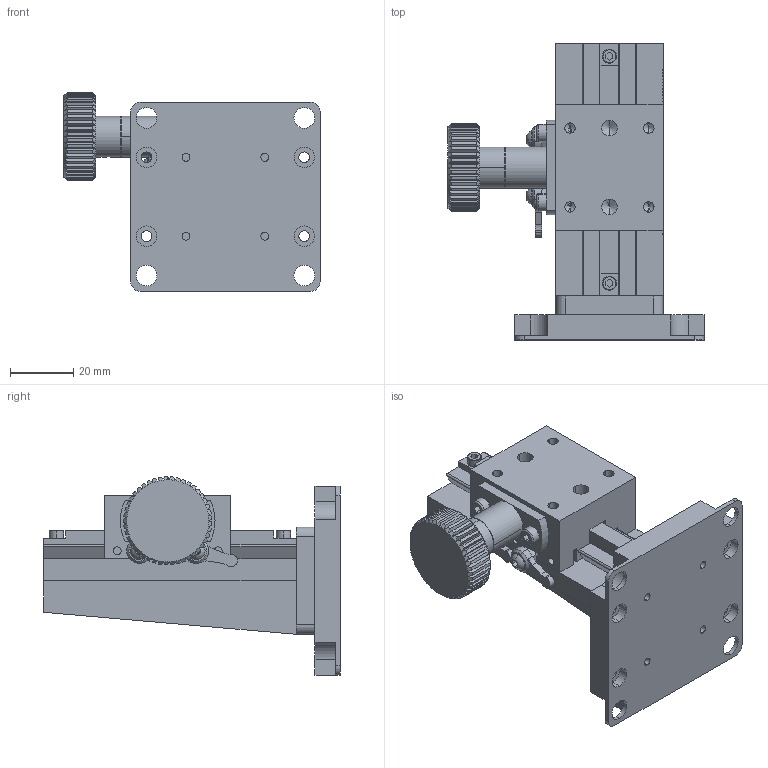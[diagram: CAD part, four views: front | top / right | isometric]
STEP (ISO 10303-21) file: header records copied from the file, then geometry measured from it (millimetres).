
FILE_DESCRIPTION (( 'STEP AP203' ), '1' );
FILE_NAME ('06TTS-ZM.STEP', '2017-04-28T02:38:08', ( '' ), ( '' ), 'SwSTEP 2.0', 'SolidWorks 2016', '' );
FILE_SCHEMA (( 'CONFIG_CONTROL_DESIGN' ));
Products named in the file (1): 06TTS-ZM
Bounding box: 81.2 x 94 x 63 mm (x, y, z)
Volume: 99744 mm3; surface area: 45777.9 mm2
Topology: 28 solids, 28 shells, 1707 faces, 4475 edges, 2872 vertices
Faces by surface type: plane 989, cylinder 398, cone 165, bspline 119, torus 32, sphere 4
Entity records: 60169 total; most frequent: CARTESIAN_POINT 18486, ORIENTED_EDGE 8886, DIRECTION 8166, EDGE_CURVE 4443, LINE 2974, VECTOR 2974, VERTEX_POINT 2872, AXIS2_PLACEMENT_3D 2596
